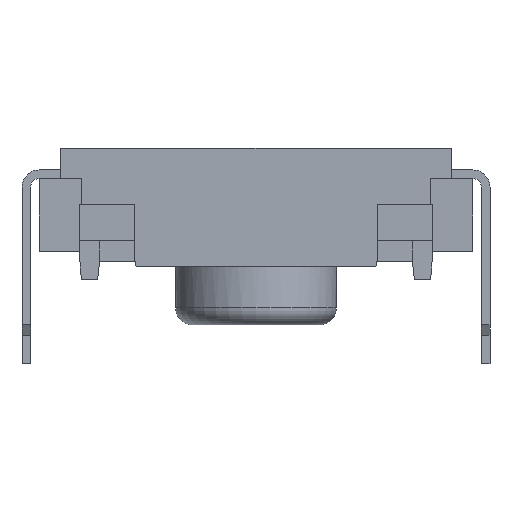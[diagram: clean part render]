
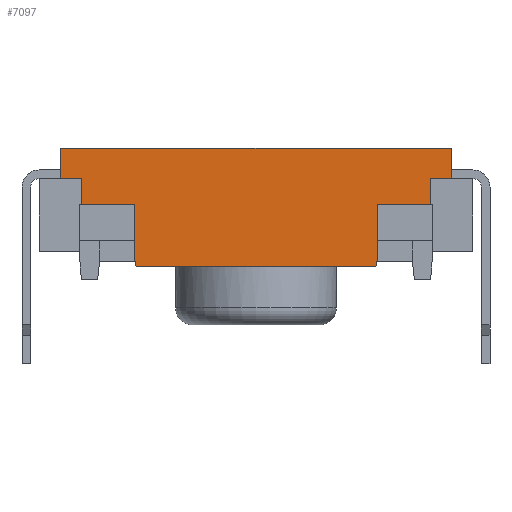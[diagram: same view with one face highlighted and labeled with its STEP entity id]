
A CAD part, front view. The second image highlights one B-rep face of the part: STEP entity #7097.
In plain terms, the highlighted planar face has unit normal (0, -1, 0).
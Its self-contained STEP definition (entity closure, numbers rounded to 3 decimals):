
#287 = VECTOR ( 'NONE', #27102, 1000. ) ;
#321 = CARTESIAN_POINT ( 'NONE',  ( -2.804, -7.45, 1.485 ) ) ;
#599 = VERTEX_POINT ( 'NONE', #28059 ) ;
#1249 = CARTESIAN_POINT ( 'NONE',  ( -4.057, -7.45, 2.8 ) ) ;
#1734 = VERTEX_POINT ( 'NONE', #14642 ) ;
#1863 = LINE ( 'NONE', #31193, #24153 ) ;
#2174 = LINE ( 'NONE', #25472, #8191 ) ;
#2208 = DIRECTION ( 'NONE',  ( 0., 0., 1. ) ) ;
#2347 = EDGE_CURVE ( 'NONE', #25059, #7497, #25962, .T. ) ;
#2919 = DIRECTION ( 'NONE',  ( -1., 0., 0. ) ) ;
#3004 = DIRECTION ( 'NONE',  ( -1., 0., 0. ) ) ;
#3176 = ORIENTED_EDGE ( 'NONE', *, *, #22337, .F. ) ;
#3266 = VERTEX_POINT ( 'NONE', #7597 ) ;
#3681 = ORIENTED_EDGE ( 'NONE', *, *, #2347, .F. ) ;
#3691 = LINE ( 'NONE', #9022, #21334 ) ;
#4107 = ORIENTED_EDGE ( 'NONE', *, *, #16023, .F. ) ;
#4345 = VECTOR ( 'NONE', #29110, 1000. ) ;
#4371 = EDGE_CURVE ( 'NONE', #7842, #1734, #10124, .T. ) ;
#4387 = CARTESIAN_POINT ( 'NONE',  ( 4.068, -7.45, -0.024 ) ) ;
#5321 = CARTESIAN_POINT ( 'NONE',  ( -5.05, -7.45, 4.11 ) ) ;
#5604 = LINE ( 'NONE', #19024, #25291 ) ;
#5647 = DIRECTION ( 'NONE',  ( 0., 1., 0. ) ) ;
#6061 = CARTESIAN_POINT ( 'NONE',  ( -5.05, -7.45, 3.41 ) ) ;
#6230 = ORIENTED_EDGE ( 'NONE', *, *, #17084, .F. ) ;
#6955 = DIRECTION ( 'NONE',  ( 0., 0., -1. ) ) ;
#6983 = ORIENTED_EDGE ( 'NONE', *, *, #16448, .F. ) ;
#7063 = VERTEX_POINT ( 'NONE', #321 ) ;
#7097 = ADVANCED_FACE ( 'NONE', ( #29834 ), #10988, .F. ) ;
#7458 = ORIENTED_EDGE ( 'NONE', *, *, #7949, .T. ) ;
#7497 = VERTEX_POINT ( 'NONE', #32080 ) ;
#7592 = LINE ( 'NONE', #18085, #20173 ) ;
#7597 = CARTESIAN_POINT ( 'NONE',  ( 4.55, -7.45, 3.41 ) ) ;
#7760 = ORIENTED_EDGE ( 'NONE', *, *, #11474, .T. ) ;
#7802 = VECTOR ( 'NONE', #11076, 1000. ) ;
#7842 = VERTEX_POINT ( 'NONE', #7968 ) ;
#7949 = EDGE_CURVE ( 'NONE', #8484, #3266, #19124, .T. ) ;
#7968 = CARTESIAN_POINT ( 'NONE',  ( -4.55, -7.45, 4.11 ) ) ;
#7984 = CARTESIAN_POINT ( 'NONE',  ( -2.82, -7.45, 2.8 ) ) ;
#8104 = CARTESIAN_POINT ( 'NONE',  ( -2.793, -7.45, 1.353 ) ) ;
#8174 = EDGE_CURVE ( 'NONE', #17232, #25059, #10314, .T. ) ;
#8191 = VECTOR ( 'NONE', #12656, 1000. ) ;
#8484 = VERTEX_POINT ( 'NONE', #29150 ) ;
#8933 = CARTESIAN_POINT ( 'NONE',  ( -5.05, -7.45, 3.41 ) ) ;
#9022 = CARTESIAN_POINT ( 'NONE',  ( 3.641, -7.45, 1.485 ) ) ;
#10124 = LINE ( 'NONE', #5321, #24327 ) ;
#10314 = LINE ( 'NONE', #13242, #14901 ) ;
#10324 = LINE ( 'NONE', #33656, #13643 ) ;
#10952 = ORIENTED_EDGE ( 'NONE', *, *, #19938, .F. ) ;
#10988 = PLANE ( 'NONE',  #23874 ) ;
#11076 = DIRECTION ( 'NONE',  ( 0., 0., 1. ) ) ;
#11094 = VERTEX_POINT ( 'NONE', #15505 ) ;
#11474 = EDGE_CURVE ( 'NONE', #17232, #8484, #21668, .T. ) ;
#11765 = VERTEX_POINT ( 'NONE', #1249 ) ;
#11923 = EDGE_CURVE ( 'NONE', #20970, #7842, #10324, .T. ) ;
#12656 = DIRECTION ( 'NONE',  ( -1., 0., 0. ) ) ;
#12716 = CARTESIAN_POINT ( 'NONE',  ( 2.82, -7.45, 2.8 ) ) ;
#13242 = CARTESIAN_POINT ( 'NONE',  ( 0., -7.45, 2.8 ) ) ;
#13251 = DIRECTION ( 'NONE',  ( -1., 0., 0. ) ) ;
#13343 = CARTESIAN_POINT ( 'NONE',  ( 2.804, -7.45, 1.485 ) ) ;
#13643 = VECTOR ( 'NONE', #20689, 1000. ) ;
#13671 = DIRECTION ( 'NONE',  ( -1., 0., 0. ) ) ;
#14642 = CARTESIAN_POINT ( 'NONE',  ( 4.55, -7.45, 4.11 ) ) ;
#14883 = LINE ( 'NONE', #25603, #25663 ) ;
#14901 = VECTOR ( 'NONE', #2919, 1000. ) ;
#15505 = CARTESIAN_POINT ( 'NONE',  ( -4.057, -7.45, 3.41 ) ) ;
#15805 = DIRECTION ( 'NONE',  ( 1., 0., 0. ) ) ;
#16023 = EDGE_CURVE ( 'NONE', #11765, #11094, #1863, .T. ) ;
#16365 = EDGE_LOOP ( 'NONE', ( #33307, #29133, #20286, #19179, #4107, #6983, #25497, #10952, #3176, #22293, #6230, #31769, #3681, #21698, #7760, #7458 ) ) ;
#16448 = EDGE_CURVE ( 'NONE', #25366, #11765, #24035, .T. ) ;
#17037 = EDGE_CURVE ( 'NONE', #18744, #24138, #2174, .T. ) ;
#17084 = EDGE_CURVE ( 'NONE', #23770, #18744, #28785, .T. ) ;
#17232 = VERTEX_POINT ( 'NONE', #29942 ) ;
#18085 = CARTESIAN_POINT ( 'NONE',  ( 3.641, -7.45, 1.485 ) ) ;
#18649 = EDGE_CURVE ( 'NONE', #7497, #23770, #3691, .T. ) ;
#18661 = VECTOR ( 'NONE', #31640, 1000. ) ;
#18706 = VECTOR ( 'NONE', #30049, 1000. ) ;
#18744 = VERTEX_POINT ( 'NONE', #28907 ) ;
#19024 = CARTESIAN_POINT ( 'NONE',  ( -2.804, -7.45, 1.485 ) ) ;
#19124 = LINE ( 'NONE', #6061, #18706 ) ;
#19179 = ORIENTED_EDGE ( 'NONE', *, *, #32691, .T. ) ;
#19938 = EDGE_CURVE ( 'NONE', #7063, #599, #7592, .T. ) ;
#20173 = VECTOR ( 'NONE', #13251, 1000. ) ;
#20261 = CARTESIAN_POINT ( 'NONE',  ( -2.82, -7.45, 2.8 ) ) ;
#20286 = ORIENTED_EDGE ( 'NONE', *, *, #11923, .F. ) ;
#20689 = DIRECTION ( 'NONE',  ( 0., 0., 1. ) ) ;
#20970 = VERTEX_POINT ( 'NONE', #30184 ) ;
#21334 = VECTOR ( 'NONE', #13671, 1000. ) ;
#21498 = DIRECTION ( 'NONE',  ( 0., 0., 1. ) ) ;
#21668 = LINE ( 'NONE', #4387, #22458 ) ;
#21698 = ORIENTED_EDGE ( 'NONE', *, *, #8174, .F. ) ;
#22293 = ORIENTED_EDGE ( 'NONE', *, *, #17037, .F. ) ;
#22337 = EDGE_CURVE ( 'NONE', #24138, #7063, #5604, .T. ) ;
#22458 = VECTOR ( 'NONE', #21498, 1000. ) ;
#23755 = CARTESIAN_POINT ( 'NONE',  ( -5.05, -7.45, 4.11 ) ) ;
#23770 = VERTEX_POINT ( 'NONE', #31131 ) ;
#23845 = EDGE_CURVE ( 'NONE', #599, #25366, #24195, .T. ) ;
#23874 = AXIS2_PLACEMENT_3D ( 'NONE', #23755, #5647, #26371 ) ;
#24035 = LINE ( 'NONE', #28945, #25756 ) ;
#24138 = VERTEX_POINT ( 'NONE', #8104 ) ;
#24153 = VECTOR ( 'NONE', #2208, 1000. ) ;
#24195 = LINE ( 'NONE', #7984, #7802 ) ;
#24327 = VECTOR ( 'NONE', #15805, 1000. ) ;
#25059 = VERTEX_POINT ( 'NONE', #12716 ) ;
#25291 = VECTOR ( 'NONE', #29954, 1000. ) ;
#25366 = VERTEX_POINT ( 'NONE', #20261 ) ;
#25472 = CARTESIAN_POINT ( 'NONE',  ( -5.05, -7.45, 1.353 ) ) ;
#25497 = ORIENTED_EDGE ( 'NONE', *, *, #23845, .F. ) ;
#25603 = CARTESIAN_POINT ( 'NONE',  ( 4.55, -7.45, 4.11 ) ) ;
#25663 = VECTOR ( 'NONE', #6955, 1000. ) ;
#25756 = VECTOR ( 'NONE', #3004, 1000. ) ;
#25962 = LINE ( 'NONE', #33722, #18661 ) ;
#26371 = DIRECTION ( 'NONE',  ( -1., 0., 0. ) ) ;
#27102 = DIRECTION ( 'NONE',  ( 1., 0., 0. ) ) ;
#28059 = CARTESIAN_POINT ( 'NONE',  ( -2.82, -7.45, 1.485 ) ) ;
#28785 = LINE ( 'NONE', #13343, #4345 ) ;
#28907 = CARTESIAN_POINT ( 'NONE',  ( 2.793, -7.45, 1.353 ) ) ;
#28945 = CARTESIAN_POINT ( 'NONE',  ( 0., -7.45, 2.8 ) ) ;
#29110 = DIRECTION ( 'NONE',  ( -0.085, 0., -0.996 ) ) ;
#29133 = ORIENTED_EDGE ( 'NONE', *, *, #4371, .F. ) ;
#29150 = CARTESIAN_POINT ( 'NONE',  ( 4.068, -7.45, 3.41 ) ) ;
#29512 = LINE ( 'NONE', #8933, #287 ) ;
#29552 = EDGE_CURVE ( 'NONE', #1734, #3266, #14883, .T. ) ;
#29834 = FACE_OUTER_BOUND ( 'NONE', #16365, .T. ) ;
#29942 = CARTESIAN_POINT ( 'NONE',  ( 4.068, -7.45, 2.8 ) ) ;
#29954 = DIRECTION ( 'NONE',  ( -0.085, 0., 0.996 ) ) ;
#30049 = DIRECTION ( 'NONE',  ( 1., 0., 0. ) ) ;
#30184 = CARTESIAN_POINT ( 'NONE',  ( -4.55, -7.45, 3.41 ) ) ;
#31131 = CARTESIAN_POINT ( 'NONE',  ( 2.804, -7.45, 1.485 ) ) ;
#31193 = CARTESIAN_POINT ( 'NONE',  ( -4.057, -7.45, -0.024 ) ) ;
#31640 = DIRECTION ( 'NONE',  ( 0., 0., -1. ) ) ;
#31769 = ORIENTED_EDGE ( 'NONE', *, *, #18649, .F. ) ;
#32080 = CARTESIAN_POINT ( 'NONE',  ( 2.82, -7.45, 1.485 ) ) ;
#32691 = EDGE_CURVE ( 'NONE', #20970, #11094, #29512, .T. ) ;
#33307 = ORIENTED_EDGE ( 'NONE', *, *, #29552, .F. ) ;
#33656 = CARTESIAN_POINT ( 'NONE',  ( -4.55, -7.45, 4.11 ) ) ;
#33722 = CARTESIAN_POINT ( 'NONE',  ( 2.82, -7.45, 2.8 ) ) ;
